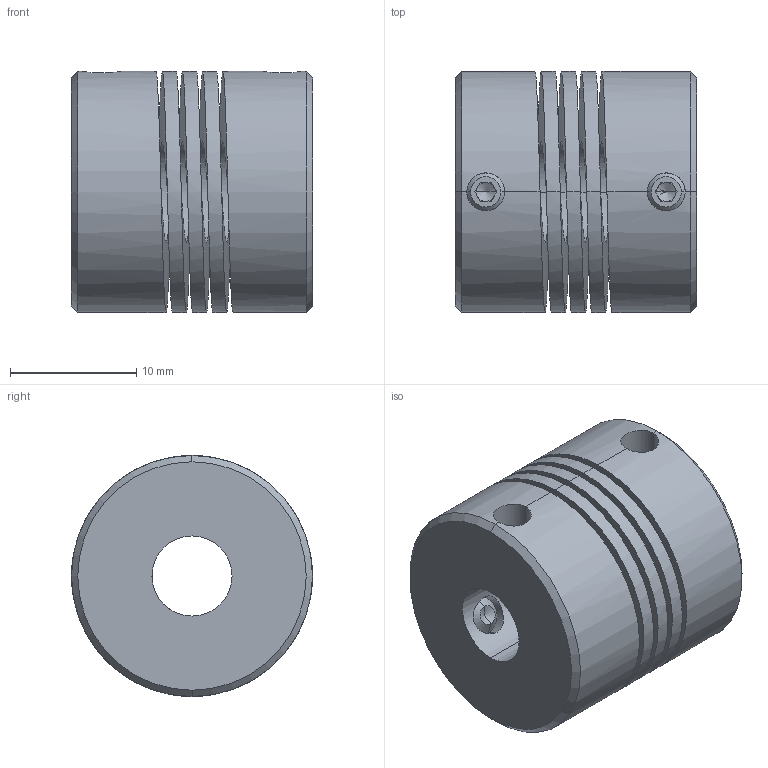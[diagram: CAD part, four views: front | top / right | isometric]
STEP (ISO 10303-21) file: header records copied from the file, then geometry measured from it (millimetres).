
FILE_DESCRIPTION (( 'STEP AP214' ), '1' );
FILE_NAME ('ARM-075-635-635D.STEP', '2016-06-30T14:03:15', ( '' ), ( '' ), 'SwSTEP 2.0', 'SolidWorks 2016', '' );
FILE_SCHEMA (( 'AUTOMOTIVE_DESIGN' ));
Length unit declared in the file: millimetre
Products named in the file (1): ARM-075-635-635D
Bounding box: 19.1 x 19.1 x 19.1 mm (x, y, z)
Volume: 4045.5 mm3; surface area: 4140.7 mm2
Topology: 1 solids, 1 shells, 138 faces, 374 edges, 230 vertices
Faces by surface type: plane 58, cylinder 40, cone 36, bspline 4
Entity records: 6114 total; most frequent: CARTESIAN_POINT 2811, ORIENTED_EDGE 716, DIRECTION 622, EDGE_CURVE 358, VERTEX_POINT 230, AXIS2_PLACEMENT_3D 217, LINE 188, VECTOR 188
